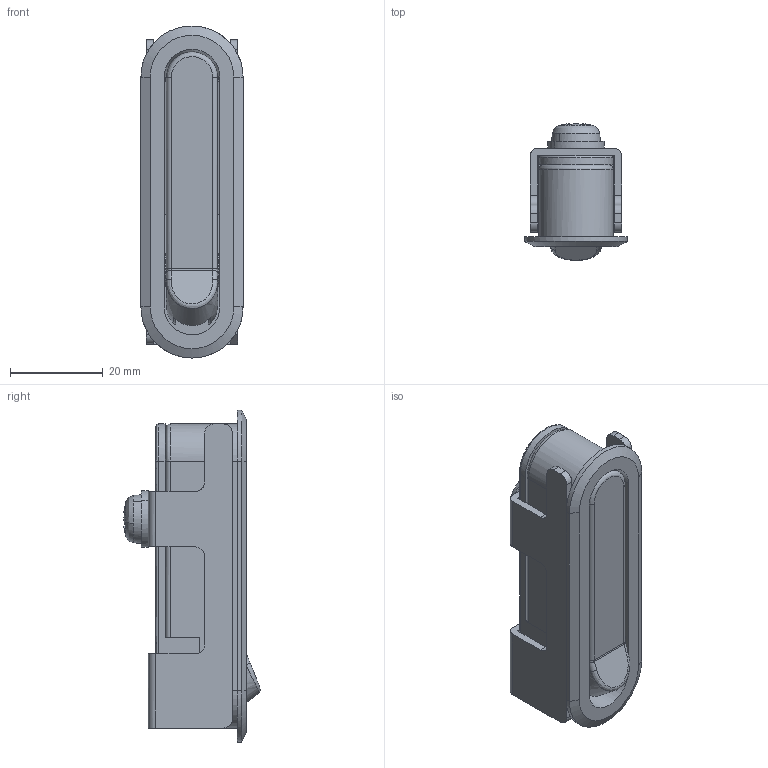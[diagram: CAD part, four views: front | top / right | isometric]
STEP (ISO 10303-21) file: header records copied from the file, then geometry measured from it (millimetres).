
FILE_DESCRIPTION((''),'2;1');
FILE_NAME('','2009-04-17T14:15:30',(''),(''),'','CADfix','');
FILE_SCHEMA(('AUTOMOTIVE_DESIGN { 1 0 10303 214 1 1 1 1 }'));
Length unit declared in the file: millimetre
Bounding box: 22 x 29.41 x 71.5 mm (x, y, z)
Volume: 18740.6 mm3; surface area: 15945.8 mm2
Topology: 3 solids, 3 shells, 297 faces, 960 edges, 679 vertices
Faces by surface type: bspline 297
Entity records: 12857 total; most frequent: CARTESIAN_POINT 7181, ORIENTED_EDGE 1920, EDGE_CURVE 960, VERTEX_POINT 679, QUASI_UNIFORM_CURVE 571, B_SPLINE_CURVE_WITH_KNOTS 385, EDGE_LOOP 317, FACE_OUTER_BOUND 297
